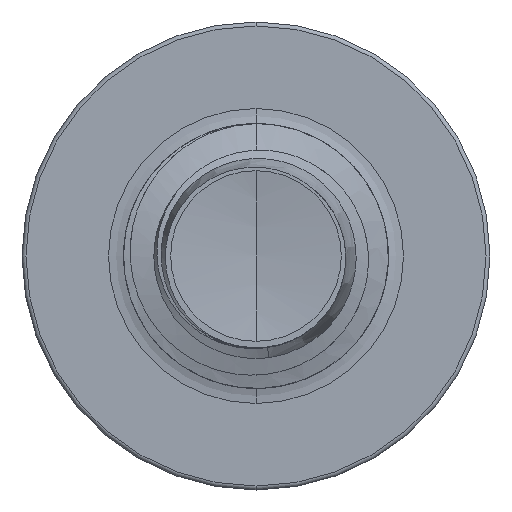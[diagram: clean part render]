
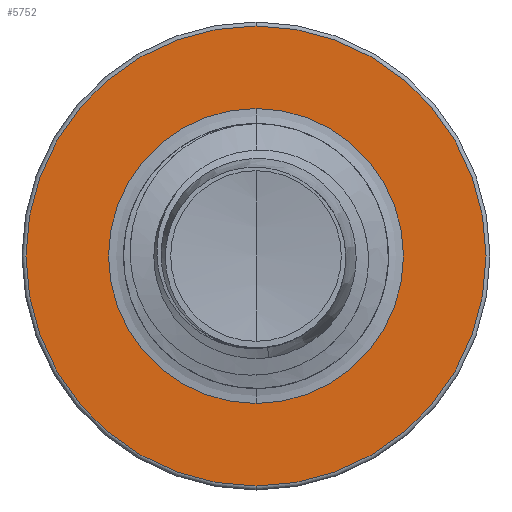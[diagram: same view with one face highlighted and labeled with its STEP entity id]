
A CAD part, front view. The second image highlights one B-rep face of the part: STEP entity #5752.
In plain terms, the highlighted planar face has unit normal (0, -1, 0).
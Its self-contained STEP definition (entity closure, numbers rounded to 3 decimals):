
#401 = VERTEX_POINT ( 'NONE', #12817 ) ;
#517 = DIRECTION ( 'NONE',  ( 0., 1., 0. ) ) ;
#1050 = EDGE_LOOP ( 'NONE', ( #4102, #7614 ) ) ;
#1738 = AXIS2_PLACEMENT_3D ( 'NONE', #16280, #6215, #17797 ) ;
#2115 = EDGE_CURVE ( 'NONE', #19434, #401, #8316, .T. ) ;
#3469 = CARTESIAN_POINT ( 'NONE',  ( 0., 7., -1.67 ) ) ;
#3977 = AXIS2_PLACEMENT_3D ( 'NONE', #14501, #20096, #19287 ) ;
#4102 = ORIENTED_EDGE ( 'NONE', *, *, #9227, .T. ) ;
#5341 = CARTESIAN_POINT ( 'NONE',  ( 0., 7., 0. ) ) ;
#5752 = ADVANCED_FACE ( 'NONE', ( #17382, #14146 ), #14557, .F. ) ;
#6215 = DIRECTION ( 'NONE',  ( 0., 1., 0. ) ) ;
#7081 = DIRECTION ( 'NONE',  ( 0., 0., 1. ) ) ;
#7614 = ORIENTED_EDGE ( 'NONE', *, *, #2115, .T. ) ;
#8316 = CIRCLE ( 'NONE', #3977, 1.67 ) ;
#8644 = ORIENTED_EDGE ( 'NONE', *, *, #14582, .F. ) ;
#9227 = EDGE_CURVE ( 'NONE', #401, #19434, #20699, .T. ) ;
#9253 = EDGE_CURVE ( 'NONE', #18685, #15160, #16652, .T. ) ;
#9674 = DIRECTION ( 'NONE',  ( 0., 1., 0. ) ) ;
#9994 = AXIS2_PLACEMENT_3D ( 'NONE', #18468, #9674, #15381 ) ;
#11234 = CARTESIAN_POINT ( 'NONE',  ( 0., 7., 0. ) ) ;
#12811 = CIRCLE ( 'NONE', #21741, 2.605 ) ;
#12817 = CARTESIAN_POINT ( 'NONE',  ( 0., 7., 1.67 ) ) ;
#12989 = DIRECTION ( 'NONE',  ( 0., 0., 1. ) ) ;
#13237 = CARTESIAN_POINT ( 'NONE',  ( 0., 7., 2.605 ) ) ;
#14146 = FACE_BOUND ( 'NONE', #1050, .T. ) ;
#14501 = CARTESIAN_POINT ( 'NONE',  ( 0., 7., 0. ) ) ;
#14557 = PLANE ( 'NONE',  #9994 ) ;
#14582 = EDGE_CURVE ( 'NONE', #15160, #18685, #12811, .T. ) ;
#15012 = CARTESIAN_POINT ( 'NONE',  ( 0., 7., -2.605 ) ) ;
#15160 = VERTEX_POINT ( 'NONE', #13237 ) ;
#15381 = DIRECTION ( 'NONE',  ( 0., 0., 1. ) ) ;
#15818 = EDGE_LOOP ( 'NONE', ( #8644, #16365 ) ) ;
#16146 = AXIS2_PLACEMENT_3D ( 'NONE', #11234, #517, #12989 ) ;
#16280 = CARTESIAN_POINT ( 'NONE',  ( 0., 7., 0. ) ) ;
#16365 = ORIENTED_EDGE ( 'NONE', *, *, #9253, .F. ) ;
#16652 = CIRCLE ( 'NONE', #1738, 2.605 ) ;
#17055 = DIRECTION ( 'NONE',  ( 0., 1., 0. ) ) ;
#17382 = FACE_OUTER_BOUND ( 'NONE', #15818, .T. ) ;
#17797 = DIRECTION ( 'NONE',  ( 0., 0., 1. ) ) ;
#18468 = CARTESIAN_POINT ( 'NONE',  ( 0., 7., -1.67 ) ) ;
#18685 = VERTEX_POINT ( 'NONE', #15012 ) ;
#19287 = DIRECTION ( 'NONE',  ( 0., 0., 1. ) ) ;
#19434 = VERTEX_POINT ( 'NONE', #3469 ) ;
#20096 = DIRECTION ( 'NONE',  ( 0., 1., 0. ) ) ;
#20699 = CIRCLE ( 'NONE', #16146, 1.67 ) ;
#21741 = AXIS2_PLACEMENT_3D ( 'NONE', #5341, #17055, #7081 ) ;
